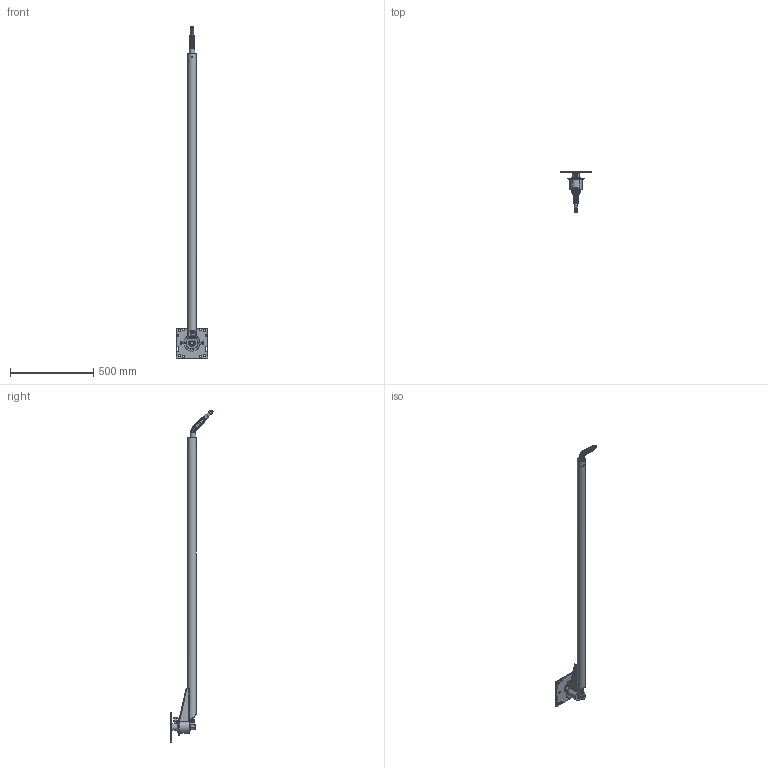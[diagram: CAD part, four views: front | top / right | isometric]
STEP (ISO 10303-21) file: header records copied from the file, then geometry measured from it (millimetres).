
FILE_DESCRIPTION(/* description */ (''),/* implementation_level */ '2;1');
FILE_NAME(/* name */ '66.954.stp',/* time_stamp */ '2017-12-19T07:05:28+01:00',/* author */ ('a.zekan'),/* organization */ (''),/* preprocessor_version */ 'ST-DEVELOPER v16.1',/* originating_system */ 'Autodesk Inventor 2016',/* authorisation */ '');
FILE_SCHEMA (('AUTOMOTIVE_DESIGN { 1 0 10303 214 3 1 1 }'));
Length unit declared in the file: millimetre
Products named in the file (1): Bauteil2
Bounding box: 190 x 253.03 x 1997.21 mm (x, y, z)
Volume: 1303753.8 mm3; surface area: 862154.4 mm2
Topology: 25 solids, 46 shells, 498 faces, 1249 edges, 791 vertices
Faces by surface type: cylinder 169, plane 161, torus 90, cone 73, bspline 4, sphere 1
Full cylindrical faces by diameter (mm): 3 x2, 5 x1, 6 x4, 6.4 x3, 7 x5, 10.5 x1, 10.7 x2, 10.917 x1, 11 x3, 11.2 x1, 11.445 x1, 11.45 x3, 11.85 x1, 12 x2, 12.731 x1, 13.16 x2, 13.45 x2, 14 x10, 14.2 x2, 15 x2, 18 x2, 23.307 x1, 23.8 x1, 29.7 x1, 33.7 x1, 38 x1, 39.9 x1, 40 x2, 47 x1, 50 x1
Entity records: 16131 total; most frequent: CARTESIAN_POINT 4695, DIRECTION 2285, ORIENTED_EDGE 2054, EDGE_CURVE 1010, AXIS2_PLACEMENT_3D 973, EDGE_LOOP 745, VERTEX_POINT 722, STYLED_ITEM 513
